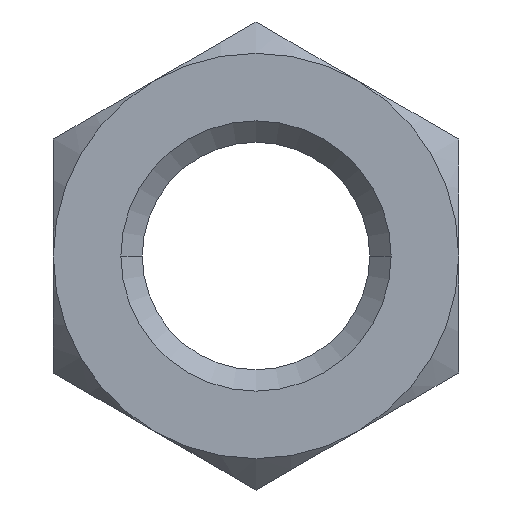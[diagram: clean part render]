
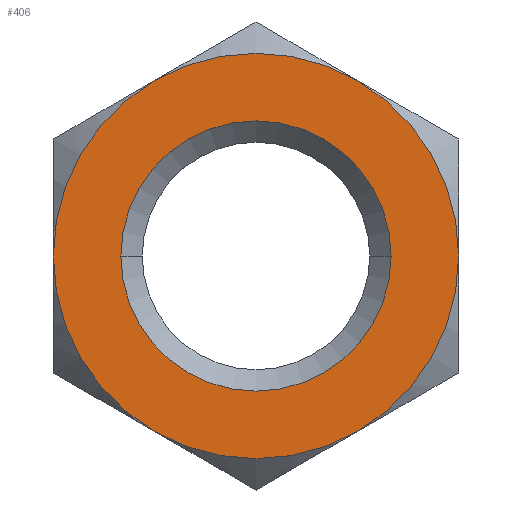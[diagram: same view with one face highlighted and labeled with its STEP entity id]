
A CAD part, front view. The second image highlights one B-rep face of the part: STEP entity #406.
In plain terms, the highlighted planar face has unit normal (0, -1, 0).
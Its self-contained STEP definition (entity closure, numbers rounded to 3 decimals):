
#1=CARTESIAN_POINT('',(0.,0.,0.));
#2=DIRECTION('',(0.,-1.,0.));
#3=DIRECTION('',(1.,0.,0.));
#4=AXIS2_PLACEMENT_3D('',#1,#2,#3);
#6=CARTESIAN_POINT('',(0.,0.,0.));
#7=DIRECTION('',(0.,-1.,0.));
#8=DIRECTION('',(0.5,0.,-0.866));
#9=AXIS2_PLACEMENT_3D('',#6,#7,#8);
#11=CARTESIAN_POINT('',(0.,0.,0.));
#12=DIRECTION('',(0.,-1.,0.));
#13=DIRECTION('',(-1.,0.,0.));
#14=AXIS2_PLACEMENT_3D('',#11,#12,#13);
#16=CARTESIAN_POINT('',(0.,0.,0.));
#17=DIRECTION('',(0.,-1.,0.));
#18=DIRECTION('',(-0.5,0.,0.866));
#19=AXIS2_PLACEMENT_3D('',#16,#17,#18);
#21=CARTESIAN_POINT('',(0.,0.,0.));
#22=DIRECTION('',(0.,-1.,0.));
#23=DIRECTION('',(1.,0.,0.));
#24=AXIS2_PLACEMENT_3D('',#21,#22,#23);
#39=CARTESIAN_POINT('',(0.,0.,0.));
#40=DIRECTION('',(0.,-1.,0.));
#41=DIRECTION('',(-1.,0.,0.));
#42=AXIS2_PLACEMENT_3D('',#39,#40,#41);
#319=CARTESIAN_POINT('',(0.,0.,0.));
#320=DIRECTION('',(0.,-1.,0.));
#321=DIRECTION('',(-0.5,0.,-0.866));
#322=AXIS2_PLACEMENT_3D('',#319,#320,#321);
#324=CARTESIAN_POINT('',(0.,0.,0.));
#325=DIRECTION('',(0.,-1.,0.));
#326=DIRECTION('',(0.5,0.,0.866));
#327=AXIS2_PLACEMENT_3D('',#324,#325,#326);
#361=CARTESIAN_POINT('',(-6.,0.,0.));
#362=CARTESIAN_POINT('',(6.,0.,0.));
#363=VERTEX_POINT('',#361);
#364=VERTEX_POINT('',#362);
#369=CARTESIAN_POINT('',(-4.5,0.,7.794));
#370=CARTESIAN_POINT('',(-9.,0.,0.));
#371=VERTEX_POINT('',#369);
#372=VERTEX_POINT('',#370);
#373=CARTESIAN_POINT('',(-4.5,0.,-7.794));
#374=VERTEX_POINT('',#373);
#375=CARTESIAN_POINT('',(4.5,0.,-7.794));
#376=CARTESIAN_POINT('',(9.,0.,0.));
#377=VERTEX_POINT('',#375);
#378=VERTEX_POINT('',#376);
#379=CARTESIAN_POINT('',(4.5,0.,7.794));
#380=VERTEX_POINT('',#379);
#381=CARTESIAN_POINT('',(0.,0.,0.));
#382=DIRECTION('',(0.,1.,0.));
#383=DIRECTION('',(1.,0.,0.));
#384=AXIS2_PLACEMENT_3D('',#381,#382,#383);
#385=PLANE('',#384);
#387=ORIENTED_EDGE('',*,*,#386,.F.);
#389=ORIENTED_EDGE('',*,*,#388,.F.);
#391=ORIENTED_EDGE('',*,*,#390,.F.);
#393=ORIENTED_EDGE('',*,*,#392,.F.);
#395=ORIENTED_EDGE('',*,*,#394,.F.);
#397=ORIENTED_EDGE('',*,*,#396,.F.);
#398=EDGE_LOOP('',(#387,#389,#391,#393,#395,#397));
#399=FACE_OUTER_BOUND('',#398,.F.);
#401=ORIENTED_EDGE('',*,*,#400,.T.);
#403=ORIENTED_EDGE('',*,*,#402,.T.);
#404=EDGE_LOOP('',(#401,#403));
#405=FACE_BOUND('',#404,.F.);
#406=ADVANCED_FACE('',(#399,#405),#385,.F.);
#5=CIRCLE('',#4,9.);
#10=CIRCLE('',#9,9.);
#15=CIRCLE('',#14,9.);
#20=CIRCLE('',#19,9.);
#25=CIRCLE('',#24,6.);
#43=CIRCLE('',#42,6.);
#323=CIRCLE('',#322,9.);
#328=CIRCLE('',#327,9.);
#386=EDGE_CURVE('',#380,#371,#328,.T.);
#388=EDGE_CURVE('',#378,#380,#5,.T.);
#390=EDGE_CURVE('',#377,#378,#10,.T.);
#392=EDGE_CURVE('',#374,#377,#323,.T.);
#394=EDGE_CURVE('',#372,#374,#15,.T.);
#396=EDGE_CURVE('',#371,#372,#20,.T.);
#400=EDGE_CURVE('',#364,#363,#25,.T.);
#402=EDGE_CURVE('',#363,#364,#43,.T.);
